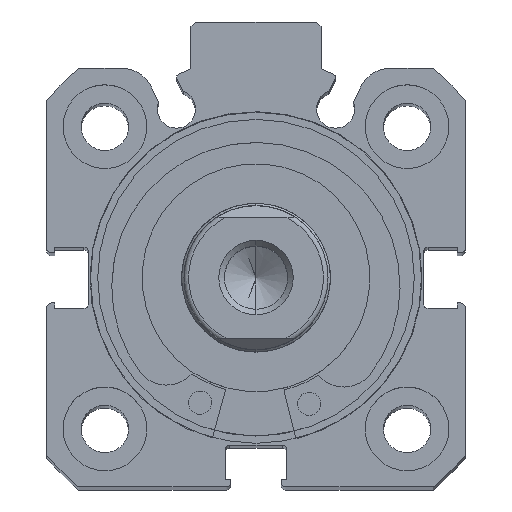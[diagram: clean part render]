
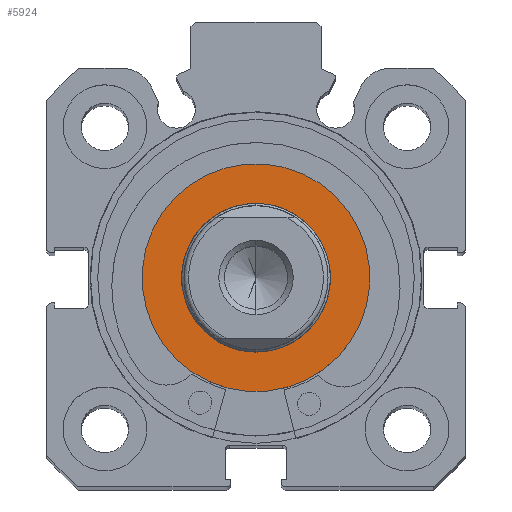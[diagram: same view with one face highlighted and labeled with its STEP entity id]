
A CAD part, top view. The second image highlights one B-rep face of the part: STEP entity #5924.
In plain terms, the highlighted face is planar.
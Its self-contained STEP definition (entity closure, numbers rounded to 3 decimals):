
#157 = EDGE_LOOP ( 'NONE', ( #3794, #3795 ) ) ;
#195 = EDGE_LOOP ( 'NONE', ( #3796, #3797 ) ) ;
#466 = EDGE_CURVE ( 'NONE', #5351, #5348, #3991, .T. ) ;
#484 = EDGE_CURVE ( 'NONE', #5405, #5399, #4016, .T. ) ;
#486 = EDGE_CURVE ( 'NONE', #5348, #5351, #4020, .T. ) ;
#593 = AXIS2_PLACEMENT_3D ( 'NONE', #5685, #5676, #5675 ) ;
#603 = AXIS2_PLACEMENT_3D ( 'NONE', #5692, #5691, #5690 ) ;
#607 = AXIS2_PLACEMENT_3D ( 'NONE', #5729, #5699, #5700 ) ;
#661 = AXIS2_PLACEMENT_3D ( 'NONE', #5153, #5204, #5250 ) ;
#1055 = AXIS2_PLACEMENT_3D ( 'NONE', #3306, #3308, #3309 ) ;
#1225 = EDGE_CURVE ( 'NONE', #5399, #5405, #4183, .T. ) ;
#2403 = FACE_BOUND ( 'NONE', #157, .T. ) ;
#2414 = FACE_OUTER_BOUND ( 'NONE', #195, .T. ) ;
#3306 = CARTESIAN_POINT ( 'NONE',  ( 0., 12.25, 0. ) ) ;
#3307 = PLANE ( 'NONE',  #1055 ) ;
#3308 = DIRECTION ( 'NONE',  ( 1., 0., 0. ) ) ;
#3309 = DIRECTION ( 'NONE',  ( 0., 0., -1. ) ) ;
#3794 = ORIENTED_EDGE ( 'NONE', *, *, #486, .F. ) ;
#3795 = ORIENTED_EDGE ( 'NONE', *, *, #466, .F. ) ;
#3796 = ORIENTED_EDGE ( 'NONE', *, *, #1225, .T. ) ;
#3797 = ORIENTED_EDGE ( 'NONE', *, *, #484, .T. ) ;
#3991 = CIRCLE ( 'NONE', #593, 8. ) ;
#4016 = CIRCLE ( 'NONE', #603, 12.25 ) ;
#4020 = CIRCLE ( 'NONE', #607, 8. ) ;
#4183 = CIRCLE ( 'NONE', #661, 12.25 ) ;
#5153 = CARTESIAN_POINT ( 'NONE',  ( 0., 0., 0. ) ) ;
#5204 = DIRECTION ( 'NONE',  ( -1., 0., 0. ) ) ;
#5250 = DIRECTION ( 'NONE',  ( 0., 0., 1. ) ) ;
#5348 = VERTEX_POINT ( 'NONE', #7063 ) ;
#5351 = VERTEX_POINT ( 'NONE', #7066 ) ;
#5399 = VERTEX_POINT ( 'NONE', #7114 ) ;
#5405 = VERTEX_POINT ( 'NONE', #7120 ) ;
#5675 = DIRECTION ( 'NONE',  ( 0., 0., 1. ) ) ;
#5676 = DIRECTION ( 'NONE',  ( -1., 0., 0. ) ) ;
#5685 = CARTESIAN_POINT ( 'NONE',  ( 0., 0., 0. ) ) ;
#5690 = DIRECTION ( 'NONE',  ( 0., 0., 1. ) ) ;
#5691 = DIRECTION ( 'NONE',  ( -1., 0., 0. ) ) ;
#5692 = CARTESIAN_POINT ( 'NONE',  ( 0., 0., 0. ) ) ;
#5699 = DIRECTION ( 'NONE',  ( -1., 0., 0. ) ) ;
#5700 = DIRECTION ( 'NONE',  ( 0., 0., 1. ) ) ;
#5729 = CARTESIAN_POINT ( 'NONE',  ( 0., 0., 0. ) ) ;
#5924 = ADVANCED_FACE ( 'NONE', ( #2403, #2414 ), #3307, .F. ) ;
#7063 = CARTESIAN_POINT ( 'NONE',  ( 0., 0., 8. ) ) ;
#7066 = CARTESIAN_POINT ( 'NONE',  ( 0., 0., -8. ) ) ;
#7114 = CARTESIAN_POINT ( 'NONE',  ( 0., 0., 12.25 ) ) ;
#7120 = CARTESIAN_POINT ( 'NONE',  ( 0., 0., -12.25 ) ) ;
